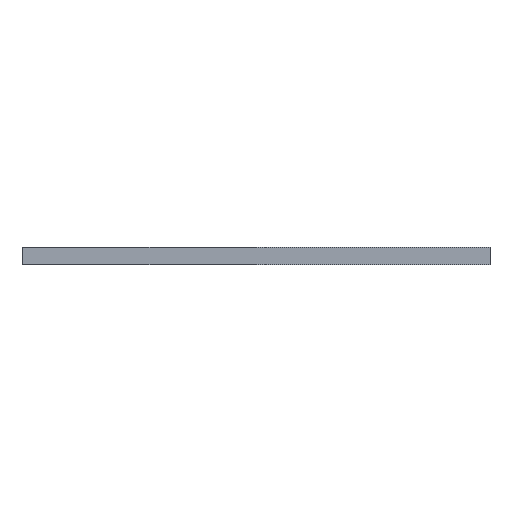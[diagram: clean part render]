
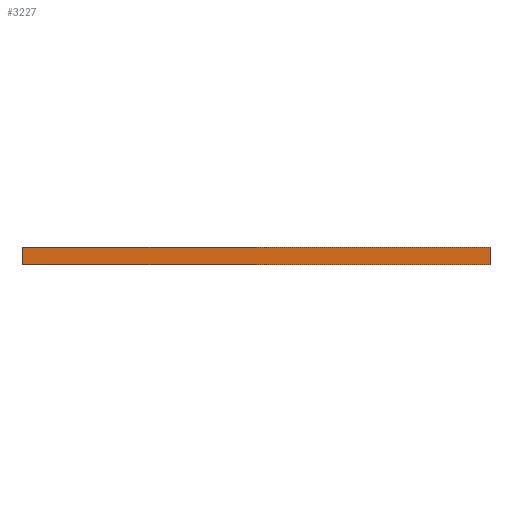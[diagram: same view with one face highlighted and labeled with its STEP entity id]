
A CAD part, left-side view. The second image highlights one B-rep face of the part: STEP entity #3227.
In plain terms, the highlighted planar face has unit normal (-1, 0, 0).
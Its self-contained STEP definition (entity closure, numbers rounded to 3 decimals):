
#140 = CARTESIAN_POINT ( 'NONE',  ( -22.4, -22.875, 0.85 ) ) ;
#215 = AXIS2_PLACEMENT_3D ( 'NONE', #1943, #5986, #1927 ) ;
#390 = ORIENTED_EDGE ( 'NONE', *, *, #5454, .F. ) ;
#569 = LINE ( 'NONE', #1164, #4279 ) ;
#821 = FACE_OUTER_BOUND ( 'NONE', #2998, .T. ) ;
#1022 = VERTEX_POINT ( 'NONE', #5508 ) ;
#1080 = DIRECTION ( 'NONE',  ( 0., 1., 0. ) ) ;
#1164 = CARTESIAN_POINT ( 'NONE',  ( -22.4, 22.875, 0.85 ) ) ;
#1183 = DIRECTION ( 'NONE',  ( 0., 0., -1. ) ) ;
#1212 = LINE ( 'NONE', #4103, #1610 ) ;
#1279 = EDGE_CURVE ( 'NONE', #4297, #1022, #2101, .T. ) ;
#1338 = CARTESIAN_POINT ( 'NONE',  ( -22.4, -22.875, -0.85 ) ) ;
#1610 = VECTOR ( 'NONE', #1080, 1000. ) ;
#1723 = DIRECTION ( 'NONE',  ( 0., 1., 0. ) ) ;
#1802 = VERTEX_POINT ( 'NONE', #1338 ) ;
#1927 = DIRECTION ( 'NONE',  ( 0., 0., 1. ) ) ;
#1943 = CARTESIAN_POINT ( 'NONE',  ( -22.4, -22.875, 0.85 ) ) ;
#2101 = LINE ( 'NONE', #4734, #4607 ) ;
#2251 = ORIENTED_EDGE ( 'NONE', *, *, #1279, .T. ) ;
#2424 = CARTESIAN_POINT ( 'NONE',  ( -22.4, -22.875, 0.85 ) ) ;
#2438 = CARTESIAN_POINT ( 'NONE',  ( -22.4, 22.875, -0.85 ) ) ;
#2631 = VECTOR ( 'NONE', #5957, 1000. ) ;
#2998 = EDGE_LOOP ( 'NONE', ( #390, #3430, #2251, #5307 ) ) ;
#3227 = ADVANCED_FACE ( 'NONE', ( #821 ), #4432, .T. ) ;
#3430 = ORIENTED_EDGE ( 'NONE', *, *, #4089, .F. ) ;
#4089 = EDGE_CURVE ( 'NONE', #4297, #1802, #4442, .T. ) ;
#4103 = CARTESIAN_POINT ( 'NONE',  ( -22.4, -22.875, -0.85 ) ) ;
#4279 = VECTOR ( 'NONE', #1183, 1000. ) ;
#4297 = VERTEX_POINT ( 'NONE', #140 ) ;
#4432 = PLANE ( 'NONE',  #215 ) ;
#4442 = LINE ( 'NONE', #2424, #2631 ) ;
#4607 = VECTOR ( 'NONE', #1723, 1000. ) ;
#4734 = CARTESIAN_POINT ( 'NONE',  ( -22.4, -22.875, 0.85 ) ) ;
#5307 = ORIENTED_EDGE ( 'NONE', *, *, #6078, .T. ) ;
#5454 = EDGE_CURVE ( 'NONE', #1802, #6283, #1212, .T. ) ;
#5508 = CARTESIAN_POINT ( 'NONE',  ( -22.4, 22.875, 0.85 ) ) ;
#5957 = DIRECTION ( 'NONE',  ( 0., 0., -1. ) ) ;
#5986 = DIRECTION ( 'NONE',  ( -1., 0., 0. ) ) ;
#6078 = EDGE_CURVE ( 'NONE', #1022, #6283, #569, .T. ) ;
#6283 = VERTEX_POINT ( 'NONE', #2438 ) ;
